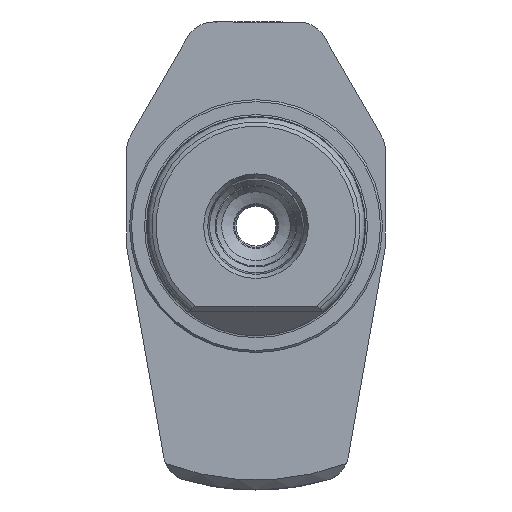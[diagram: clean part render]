
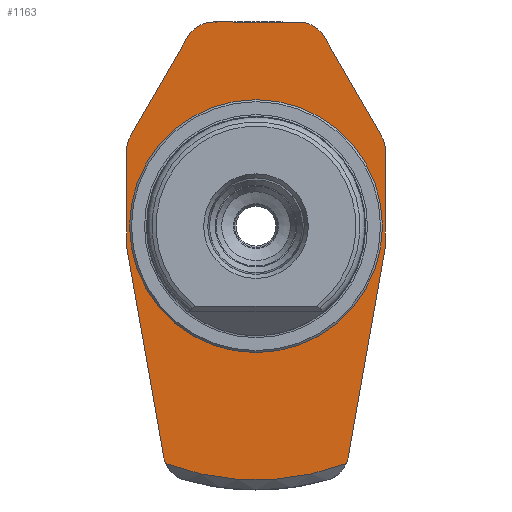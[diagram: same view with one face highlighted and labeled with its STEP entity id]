
A CAD part, left-side view. The second image highlights one B-rep face of the part: STEP entity #1163.
In plain terms, the highlighted planar face has unit normal (-1, 0, 0).
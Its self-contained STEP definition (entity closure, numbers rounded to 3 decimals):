
#668=CARTESIAN_POINT('',(70.2,-12.598,9.072));
#669=VERTEX_POINT('',#668);
#676=CARTESIAN_POINT('',(70.2,-13.,7.572));
#677=VERTEX_POINT('',#676);
#678=CARTESIAN_POINT('',(70.2,-10.0,7.572));
#679=DIRECTION('',(-1.0,0.0,0.0));
#680=DIRECTION('',(0.0,-0.866,0.5));
#681=AXIS2_PLACEMENT_3D('',#678,#679,#680);
#682=CIRCLE('',#681,3.0);
#683=EDGE_CURVE('',#677,#669,#682,.T.);
#707=CARTESIAN_POINT('',(70.2,-6.866,19.));
#708=VERTEX_POINT('',#707);
#715=CARTESIAN_POINT('',(70.2,-12.598,9.072));
#716=DIRECTION('',(0.0,0.5,0.866));
#717=VECTOR('',#716,11.464);
#718=LINE('',#715,#717);
#719=EDGE_CURVE('',#669,#708,#718,.T.);
#739=CARTESIAN_POINT('',(70.2,-13.,-2.));
#740=VERTEX_POINT('',#739);
#741=CARTESIAN_POINT('',(70.2,-13.,-2.));
#742=DIRECTION('',(0.0,0.0,1.0));
#743=VECTOR('',#742,9.572);
#744=LINE('',#741,#743);
#745=EDGE_CURVE('',#740,#677,#744,.T.);
#770=CARTESIAN_POINT('',(70.2,-4.268,20.5));
#771=VERTEX_POINT('',#770);
#778=CARTESIAN_POINT('',(70.2,-4.268,17.5));
#779=DIRECTION('',(-1.0,0.0,0.0));
#780=DIRECTION('',(0.0,0.0,1.0));
#781=AXIS2_PLACEMENT_3D('',#778,#779,#780);
#782=CIRCLE('',#781,3.0);
#783=EDGE_CURVE('',#708,#771,#782,.T.);
#803=CARTESIAN_POINT('',(70.2,-9.27,-23.157));
#804=VERTEX_POINT('',#803);
#805=CARTESIAN_POINT('',(70.2,-9.27,-23.157));
#806=DIRECTION('',(0.0,-0.174,0.985));
#807=VECTOR('',#806,21.483);
#808=LINE('',#805,#807);
#809=EDGE_CURVE('',#804,#740,#808,.T.);
#835=CARTESIAN_POINT('',(70.2,-9.065,-23.834));
#836=VERTEX_POINT('',#835);
#837=CARTESIAN_POINT('',(70.2,-6.315,-22.636));
#838=DIRECTION('',(-1.0,0.0,0.0));
#839=DIRECTION('',(0.0,-0.985,-0.174));
#840=AXIS2_PLACEMENT_3D('',#837,#838,#839);
#841=CIRCLE('',#840,3.0);
#842=EDGE_CURVE('',#836,#804,#841,.T.);
#908=CARTESIAN_POINT('',(70.2,9.065,-23.834));
#909=VERTEX_POINT('',#908);
#923=CARTESIAN_POINT('',(70.2,9.27,-23.157));
#924=VERTEX_POINT('',#923);
#925=CARTESIAN_POINT('',(70.2,6.315,-22.636));
#926=DIRECTION('',(-1.0,0.0,0.0));
#927=DIRECTION('',(0.0,0.269,-0.963));
#928=AXIS2_PLACEMENT_3D('',#925,#926,#927);
#929=CIRCLE('',#928,3.0);
#930=EDGE_CURVE('',#924,#909,#929,.T.);
#955=CARTESIAN_POINT('',(70.2,13.,-2.));
#956=VERTEX_POINT('',#955);
#957=CARTESIAN_POINT('',(70.2,13.,-2.));
#958=DIRECTION('',(0.0,-0.174,-0.985));
#959=VECTOR('',#958,21.483);
#960=LINE('',#957,#959);
#961=EDGE_CURVE('',#956,#924,#960,.T.);
#986=CARTESIAN_POINT('',(70.2,13.,7.572));
#987=VERTEX_POINT('',#986);
#988=CARTESIAN_POINT('',(70.2,13.,7.572));
#989=DIRECTION('',(0.0,0.0,-1.0));
#990=VECTOR('',#989,9.572);
#991=LINE('',#988,#990);
#992=EDGE_CURVE('',#987,#956,#991,.T.);
#1018=CARTESIAN_POINT('',(70.2,12.598,9.072));
#1019=VERTEX_POINT('',#1018);
#1020=CARTESIAN_POINT('',(70.2,10.0,7.572));
#1021=DIRECTION('',(-1.0,0.0,0.0));
#1022=DIRECTION('',(0.0,1.0,0.0));
#1023=AXIS2_PLACEMENT_3D('',#1020,#1021,#1022);
#1024=CIRCLE('',#1023,3.0);
#1025=EDGE_CURVE('',#1019,#987,#1024,.T.);
#1050=CARTESIAN_POINT('',(70.2,6.866,19.));
#1051=VERTEX_POINT('',#1050);
#1052=CARTESIAN_POINT('',(70.2,6.866,19.));
#1053=DIRECTION('',(0.0,0.5,-0.866));
#1054=VECTOR('',#1053,11.464);
#1055=LINE('',#1052,#1054);
#1056=EDGE_CURVE('',#1051,#1019,#1055,.T.);
#1082=CARTESIAN_POINT('',(70.2,4.268,20.5));
#1083=VERTEX_POINT('',#1082);
#1084=CARTESIAN_POINT('',(70.2,4.268,17.5));
#1085=DIRECTION('',(-1.0,0.0,0.0));
#1086=DIRECTION('',(0.0,0.866,0.5));
#1087=AXIS2_PLACEMENT_3D('',#1084,#1085,#1086);
#1088=CIRCLE('',#1087,3.0);
#1089=EDGE_CURVE('',#1083,#1051,#1088,.T.);
#1112=CARTESIAN_POINT('',(70.2,-4.268,20.5));
#1113=DIRECTION('',(0.0,1.0,0.0));
#1114=VECTOR('',#1113,8.536);
#1115=LINE('',#1112,#1114);
#1116=EDGE_CURVE('',#771,#1083,#1115,.T.);
#1125=CARTESIAN_POINT('',(70.2,19.1,0.0));
#1126=DIRECTION('',(-1.0,0.0,0.0));
#1127=DIRECTION('',(0.0,0.0,1.0));
#1128=AXIS2_PLACEMENT_3D('',#1125,#1126,#1127);
#1129=PLANE('',#1128);
#1130=ORIENTED_EDGE('',*,*,#842,.T.);
#1131=ORIENTED_EDGE('',*,*,#809,.T.);
#1132=ORIENTED_EDGE('',*,*,#745,.T.);
#1133=ORIENTED_EDGE('',*,*,#683,.T.);
#1134=ORIENTED_EDGE('',*,*,#719,.T.);
#1135=ORIENTED_EDGE('',*,*,#783,.T.);
#1136=ORIENTED_EDGE('',*,*,#1116,.T.);
#1137=ORIENTED_EDGE('',*,*,#1089,.T.);
#1138=ORIENTED_EDGE('',*,*,#1056,.T.);
#1139=ORIENTED_EDGE('',*,*,#1025,.T.);
#1140=ORIENTED_EDGE('',*,*,#992,.T.);
#1141=ORIENTED_EDGE('',*,*,#961,.T.);
#1142=ORIENTED_EDGE('',*,*,#930,.T.);
#1143=CARTESIAN_POINT('',(70.2,0.0,0.0));
#1144=DIRECTION('',(1.0,0.0,0.0));
#1145=DIRECTION('',(0.0,1.0,0.0));
#1146=AXIS2_PLACEMENT_3D('',#1143,#1144,#1145);
#1147=CIRCLE('',#1146,25.5);
#1148=EDGE_CURVE('',#836,#909,#1147,.T.);
#1149=ORIENTED_EDGE('',*,*,#1148,.F.);
#1150=EDGE_LOOP('',(#1130,#1131,#1132,#1133,#1134,#1135,#1136,#1137,#1138,#1139,#1140,#1141,#1142,#1149));
#1151=FACE_OUTER_BOUND('',#1150,.T.);
#1152=CARTESIAN_POINT('',(70.2,12.7,0.0));
#1153=VERTEX_POINT('',#1152);
#1154=CARTESIAN_POINT('',(70.2,0.0,0.0));
#1155=DIRECTION('',(1.0,0.0,0.0));
#1156=DIRECTION('',(0.0,1.0,0.0));
#1157=AXIS2_PLACEMENT_3D('',#1154,#1155,#1156);
#1158=CIRCLE('',#1157,12.7);
#1159=EDGE_CURVE('',#1153,#1153,#1158,.T.);
#1160=ORIENTED_EDGE('',*,*,#1159,.T.);
#1161=EDGE_LOOP('',(#1160));
#1162=FACE_BOUND('',#1161,.T.);
#1163=ADVANCED_FACE('',(#1151,#1162),#1129,.T.);
